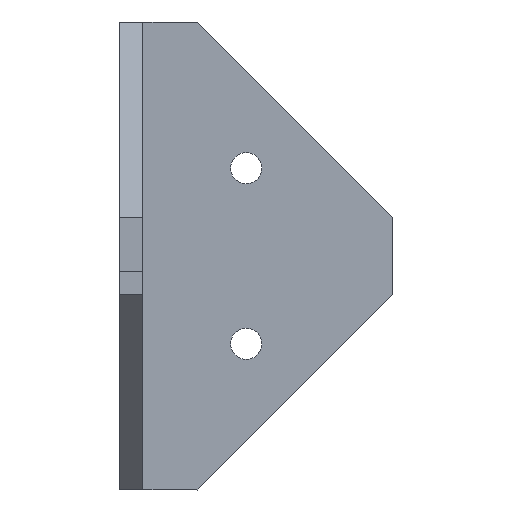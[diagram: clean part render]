
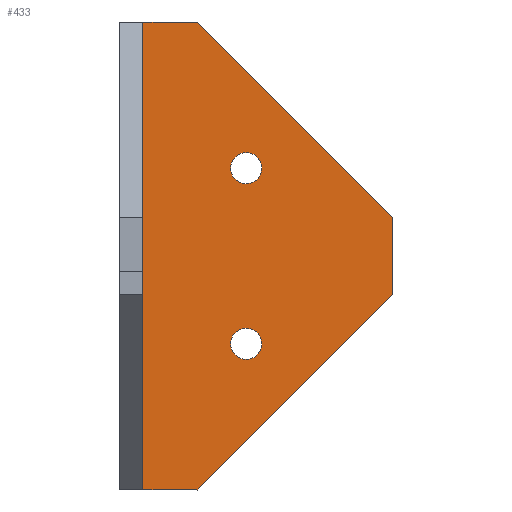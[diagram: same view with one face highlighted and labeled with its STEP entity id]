
A CAD part, left-side view. The second image highlights one B-rep face of the part: STEP entity #433.
In plain terms, the highlighted planar face has unit normal (-1, 0, 0).
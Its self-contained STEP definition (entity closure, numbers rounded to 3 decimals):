
#17=FACE_BOUND('',#77,.T.);
#18=FACE_BOUND('',#78,.T.);
#32=PLANE('',#476);
#52=FACE_OUTER_BOUND('',#76,.T.);
#76=EDGE_LOOP('',(#358,#359,#360,#361,#362,#363,#364,#365));
#77=EDGE_LOOP('',(#366));
#78=EDGE_LOOP('',(#367));
#104=LINE('',#640,#153);
#109=LINE('',#650,#158);
#112=LINE('',#663,#161);
#116=LINE('',#670,#165);
#127=LINE('',#691,#176);
#128=LINE('',#693,#177);
#129=LINE('',#695,#178);
#130=LINE('',#696,#179);
#153=VECTOR('',#517,10.);
#158=VECTOR('',#524,10.);
#161=VECTOR('',#539,10.);
#165=VECTOR('',#545,10.);
#176=VECTOR('',#564,10.);
#177=VECTOR('',#567,10.);
#178=VECTOR('',#568,10.);
#179=VECTOR('',#569,10.);
#196=CIRCLE('',#469,2.);
#197=CIRCLE('',#477,2.);
#214=VERTEX_POINT('',#637);
#215=VERTEX_POINT('',#639);
#216=VERTEX_POINT('',#643);
#219=VERTEX_POINT('',#648);
#222=VERTEX_POINT('',#658);
#223=VERTEX_POINT('',#662);
#225=VERTEX_POINT('',#668);
#231=VERTEX_POINT('',#688);
#232=VERTEX_POINT('',#694);
#233=VERTEX_POINT('',#697);
#255=EDGE_CURVE('',#215,#214,#104,.T.);
#260=EDGE_CURVE('',#219,#216,#109,.T.);
#265=EDGE_CURVE('',#222,#222,#196,.T.);
#266=EDGE_CURVE('',#223,#219,#112,.T.);
#270=EDGE_CURVE('',#225,#223,#116,.T.);
#281=EDGE_CURVE('',#231,#216,#127,.T.);
#282=EDGE_CURVE('',#225,#215,#128,.T.);
#283=EDGE_CURVE('',#214,#232,#129,.T.);
#284=EDGE_CURVE('',#232,#231,#130,.T.);
#285=EDGE_CURVE('',#233,#233,#197,.T.);
#358=ORIENTED_EDGE('',*,*,#282,.T.);
#359=ORIENTED_EDGE('',*,*,#255,.T.);
#360=ORIENTED_EDGE('',*,*,#283,.T.);
#361=ORIENTED_EDGE('',*,*,#284,.T.);
#362=ORIENTED_EDGE('',*,*,#281,.T.);
#363=ORIENTED_EDGE('',*,*,#260,.F.);
#364=ORIENTED_EDGE('',*,*,#266,.F.);
#365=ORIENTED_EDGE('',*,*,#270,.F.);
#366=ORIENTED_EDGE('',*,*,#265,.T.);
#367=ORIENTED_EDGE('',*,*,#285,.T.);
#433=ADVANCED_FACE('',(#52,#17,#18),#32,.T.);
#469=AXIS2_PLACEMENT_3D('',#660,#535,#536);
#476=AXIS2_PLACEMENT_3D('',#692,#565,#566);
#477=AXIS2_PLACEMENT_3D('',#698,#570,#571);
#517=DIRECTION('',(0.,-1.,0.));
#524=DIRECTION('',(0.,0.,-1.));
#535=DIRECTION('center_axis',(1.,0.,0.));
#536=DIRECTION('ref_axis',(0.,-1.,0.));
#539=DIRECTION('',(0.,-0.707,-0.707));
#545=DIRECTION('',(0.,-1.,0.));
#564=DIRECTION('',(0.,0.,1.));
#565=DIRECTION('center_axis',(-1.,0.,0.));
#566=DIRECTION('ref_axis',(0.,0.,1.));
#567=DIRECTION('',(0.,0.,-1.));
#568=DIRECTION('',(0.,-0.707,0.707));
#569=DIRECTION('',(0.,0.,1.));
#570=DIRECTION('center_axis',(1.,0.,0.));
#571=DIRECTION('ref_axis',(0.,-1.,0.));
#637=CARTESIAN_POINT('',(420.,-77.,-28.));
#639=CARTESIAN_POINT('',(420.,-70.,-28.));
#640=CARTESIAN_POINT('',(420.,-67.,-28.));
#643=CARTESIAN_POINT('',(420.,-102.,4.));
#648=CARTESIAN_POINT('',(420.,-102.,7.));
#650=CARTESIAN_POINT('',(420.,-102.,7.));
#658=CARTESIAN_POINT('',(420.,-81.25,13.25));
#660=CARTESIAN_POINT('Origin',(420.,-83.25,13.25));
#662=CARTESIAN_POINT('',(420.,-77.,32.));
#663=CARTESIAN_POINT('',(420.,-77.,32.));
#668=CARTESIAN_POINT('',(420.,-70.,32.));
#670=CARTESIAN_POINT('',(420.,-67.,32.));
#688=CARTESIAN_POINT('',(420.,-102.,0.));
#691=CARTESIAN_POINT('',(420.,-102.,0.));
#692=CARTESIAN_POINT('Origin',(420.,-84.5,-12.));
#693=CARTESIAN_POINT('',(420.,-70.,-12.));
#694=CARTESIAN_POINT('',(420.,-102.,-3.));
#695=CARTESIAN_POINT('',(420.,-77.,-28.));
#696=CARTESIAN_POINT('',(420.,-102.,-3.));
#697=CARTESIAN_POINT('',(420.,-81.25,-9.25));
#698=CARTESIAN_POINT('Origin',(420.,-83.25,-9.25));
